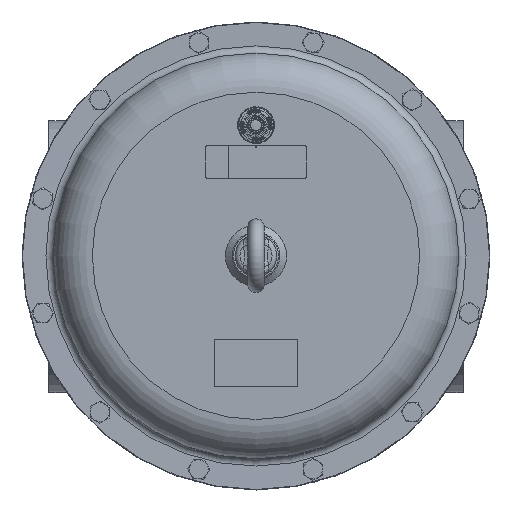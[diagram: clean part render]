
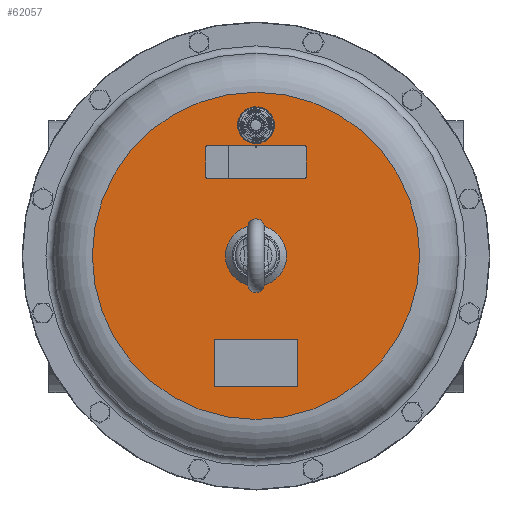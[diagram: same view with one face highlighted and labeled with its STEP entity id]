
A CAD part, top view. The second image highlights one B-rep face of the part: STEP entity #62057.
In plain terms, the highlighted planar face has unit normal (0, 0, 1).
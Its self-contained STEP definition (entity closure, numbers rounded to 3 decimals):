
#647=FACE_BOUND('',#16638,.T.);
#648=FACE_BOUND('',#16639,.T.);
#649=FACE_BOUND('',#16640,.T.);
#650=FACE_BOUND('',#16641,.T.);
#3201=LINE('',#105092,#6778);
#3205=LINE('',#105101,#6782);
#3208=LINE('',#105109,#6785);
#3211=LINE('',#105117,#6788);
#3213=LINE('',#105124,#6790);
#3216=LINE('',#105129,#6793);
#3218=LINE('',#105133,#6795);
#3220=LINE('',#105136,#6797);
#6778=VECTOR('',#74886,1000.);
#6782=VECTOR('',#74896,1000.);
#6785=VECTOR('',#74905,1000.);
#6788=VECTOR('',#74914,1000.);
#6790=VECTOR('',#74922,1000.);
#6793=VECTOR('',#74927,1000.);
#6795=VECTOR('',#74931,1000.);
#6797=VECTOR('',#74935,1000.);
#10933=PLANE('',#66508);
#12906=FACE_OUTER_BOUND('',#16637,.T.);
#16637=EDGE_LOOP('',(#43700));
#16638=EDGE_LOOP('',(#43701));
#16639=EDGE_LOOP('',(#43702,#43703,#43704,#43705,#43706,#43707,#43708,#43709));
#16640=EDGE_LOOP('',(#43710,#43711,#43712,#43713));
#16641=EDGE_LOOP('',(#43714));
#20428=CIRCLE('',#66050,137.75);
#20445=CIRCLE('',#66075,14.);
#20446=CIRCLE('',#66077,25.657);
#20600=CIRCLE('',#66464,2.);
#20601=CIRCLE('',#66467,2.);
#20602=CIRCLE('',#66470,2.);
#20603=CIRCLE('',#66473,2.);
#25420=VERTEX_POINT('',#102705);
#25451=VERTEX_POINT('',#102774);
#25452=VERTEX_POINT('',#102778);
#25784=VERTEX_POINT('',#105090);
#25785=VERTEX_POINT('',#105091);
#25786=VERTEX_POINT('',#105096);
#25787=VERTEX_POINT('',#105100);
#25788=VERTEX_POINT('',#105104);
#25789=VERTEX_POINT('',#105108);
#25790=VERTEX_POINT('',#105112);
#25791=VERTEX_POINT('',#105116);
#25792=VERTEX_POINT('',#105122);
#25793=VERTEX_POINT('',#105123);
#25794=VERTEX_POINT('',#105128);
#25795=VERTEX_POINT('',#105132);
#31739=EDGE_CURVE('',#25420,#25420,#20428,.T.);
#31772=EDGE_CURVE('',#25451,#25451,#20445,.T.);
#31774=EDGE_CURVE('',#25452,#25452,#20446,.T.);
#32293=EDGE_CURVE('',#25784,#25785,#3201,.T.);
#32296=EDGE_CURVE('',#25785,#25786,#20600,.T.);
#32298=EDGE_CURVE('',#25786,#25787,#3205,.T.);
#32300=EDGE_CURVE('',#25787,#25788,#20601,.T.);
#32302=EDGE_CURVE('',#25788,#25789,#3208,.T.);
#32304=EDGE_CURVE('',#25789,#25790,#20602,.T.);
#32306=EDGE_CURVE('',#25790,#25791,#3211,.T.);
#32308=EDGE_CURVE('',#25791,#25784,#20603,.T.);
#32309=EDGE_CURVE('',#25792,#25793,#3213,.T.);
#32312=EDGE_CURVE('',#25793,#25794,#3216,.T.);
#32314=EDGE_CURVE('',#25794,#25795,#3218,.T.);
#32316=EDGE_CURVE('',#25795,#25792,#3220,.T.);
#43700=ORIENTED_EDGE('',*,*,#31739,.F.);
#43701=ORIENTED_EDGE('',*,*,#31774,.T.);
#43702=ORIENTED_EDGE('',*,*,#32308,.F.);
#43703=ORIENTED_EDGE('',*,*,#32306,.F.);
#43704=ORIENTED_EDGE('',*,*,#32304,.F.);
#43705=ORIENTED_EDGE('',*,*,#32302,.F.);
#43706=ORIENTED_EDGE('',*,*,#32300,.F.);
#43707=ORIENTED_EDGE('',*,*,#32298,.F.);
#43708=ORIENTED_EDGE('',*,*,#32296,.F.);
#43709=ORIENTED_EDGE('',*,*,#32293,.F.);
#43710=ORIENTED_EDGE('',*,*,#32316,.F.);
#43711=ORIENTED_EDGE('',*,*,#32314,.F.);
#43712=ORIENTED_EDGE('',*,*,#32312,.F.);
#43713=ORIENTED_EDGE('',*,*,#32309,.F.);
#43714=ORIENTED_EDGE('',*,*,#31772,.T.);
#62057=ADVANCED_FACE('',(#12906,#647,#648,#649,#650),#10933,.F.);
#66050=AXIS2_PLACEMENT_3D('',#102707,#73898,#73899);
#66075=AXIS2_PLACEMENT_3D('',#102775,#73960,#73961);
#66077=AXIS2_PLACEMENT_3D('',#102779,#73965,#73966);
#66464=AXIS2_PLACEMENT_3D('',#105097,#74891,#74892);
#66467=AXIS2_PLACEMENT_3D('',#105105,#74900,#74901);
#66470=AXIS2_PLACEMENT_3D('',#105113,#74909,#74910);
#66473=AXIS2_PLACEMENT_3D('',#105120,#74918,#74919);
#66508=AXIS2_PLACEMENT_3D('',#105207,#75030,#75031);
#73898=DIRECTION('center_axis',(0.,0.,
-1.));
#73899=DIRECTION('ref_axis',(-1.,0.,0.));
#73960=DIRECTION('center_axis',(0.,0.,
-1.));
#73961=DIRECTION('ref_axis',(-1.,0.,0.));
#73965=DIRECTION('center_axis',(0.,0.,
-1.));
#73966=DIRECTION('ref_axis',(-1.,0.,0.));
#74886=DIRECTION('',(0.,1.,0.));
#74891=DIRECTION('center_axis',(0.,0.,
1.));
#74892=DIRECTION('ref_axis',(1.,0.,0.));
#74896=DIRECTION('',(-1.,0.,0.));
#74900=DIRECTION('center_axis',(0.,0.,
1.));
#74901=DIRECTION('ref_axis',(1.,0.,0.));
#74905=DIRECTION('',(0.,-1.,0.));
#74909=DIRECTION('center_axis',(0.,0.,
1.));
#74910=DIRECTION('ref_axis',(1.,0.,0.));
#74914=DIRECTION('',(1.,0.,0.));
#74918=DIRECTION('center_axis',(0.,0.,
1.));
#74919=DIRECTION('ref_axis',(1.,0.,0.));
#74922=DIRECTION('',(-1.,0.,0.));
#74927=DIRECTION('',(0.,-1.,0.));
#74931=DIRECTION('',(1.,0.,0.));
#74935=DIRECTION('',(0.,1.,0.));
#75030=DIRECTION('center_axis',(0.,0.,
-1.));
#75031=DIRECTION('ref_axis',(-1.,0.,0.));
#102705=CARTESIAN_POINT('',(137.75,0.,493.));
#102707=CARTESIAN_POINT('Origin',(0.,0.,
493.));
#102774=CARTESIAN_POINT('',(14.,110.,493.));
#102775=CARTESIAN_POINT('Origin',(0.,110.,493.));
#102778=CARTESIAN_POINT('',(25.657,0.,493.));
#102779=CARTESIAN_POINT('Origin',(0.,0.,
493.));
#105090=CARTESIAN_POINT('',(42.5,67.,493.));
#105091=CARTESIAN_POINT('',(42.5,91.,493.));
#105092=CARTESIAN_POINT('',(42.5,67.,493.));
#105096=CARTESIAN_POINT('',(40.5,93.,493.));
#105097=CARTESIAN_POINT('Origin',(40.5,91.,493.));
#105100=CARTESIAN_POINT('',(-40.5,93.,493.));
#105101=CARTESIAN_POINT('',(40.5,93.,493.));
#105104=CARTESIAN_POINT('',(-42.5,91.,493.));
#105105=CARTESIAN_POINT('Origin',(-40.5,91.,493.));
#105108=CARTESIAN_POINT('',(-42.5,67.,493.));
#105109=CARTESIAN_POINT('',(-42.5,67.,493.));
#105112=CARTESIAN_POINT('',(-40.5,65.,493.));
#105113=CARTESIAN_POINT('Origin',(-40.5,67.,493.));
#105116=CARTESIAN_POINT('',(40.5,65.,493.));
#105117=CARTESIAN_POINT('',(40.5,65.,493.));
#105120=CARTESIAN_POINT('Origin',(40.5,67.,493.));
#105122=CARTESIAN_POINT('',(35.,-70.,493.));
#105123=CARTESIAN_POINT('',(-35.,-70.,493.));
#105124=CARTESIAN_POINT('',(35.,-70.,493.));
#105128=CARTESIAN_POINT('',(-35.,-110.,493.));
#105129=CARTESIAN_POINT('',(-35.,-70.,493.));
#105132=CARTESIAN_POINT('',(35.,-110.,493.));
#105133=CARTESIAN_POINT('',(35.,-110.,493.));
#105136=CARTESIAN_POINT('',(35.,-70.,493.));
#105207=CARTESIAN_POINT('Origin',(0.,0.,
493.));
